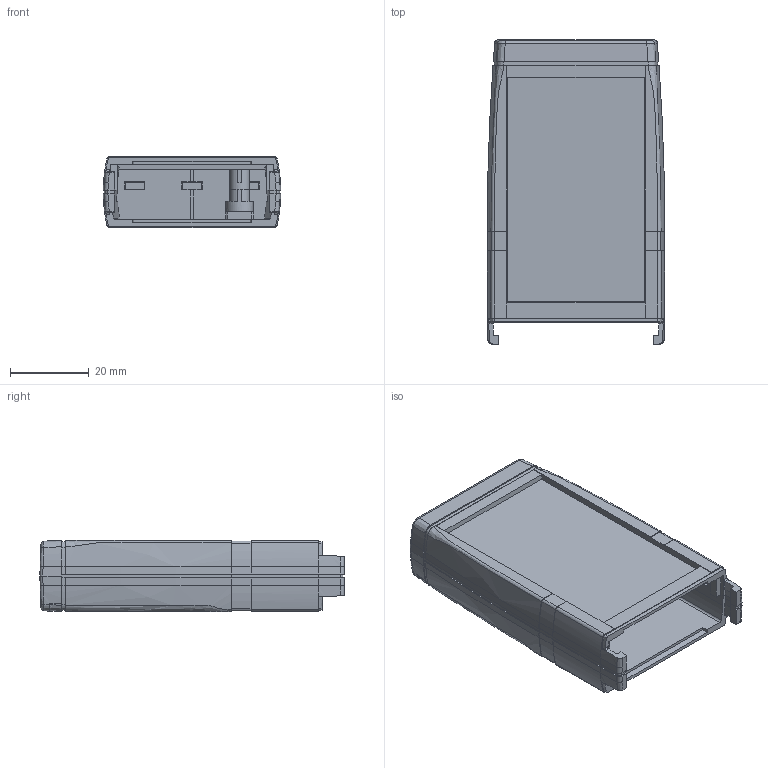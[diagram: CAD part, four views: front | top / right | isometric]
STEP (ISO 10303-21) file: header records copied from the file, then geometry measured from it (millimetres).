
FILE_DESCRIPTION((''),'2;1');
FILE_NAME('34111511_ART 115 F.stp','2010-02-26T08:50:00',('haertel'),(''),'Autodesk Inventor 2010','Autodesk Inventor 2010','');
FILE_SCHEMA(('AUTOMOTIVE_DESIGN { 1 0 10303 214 1 1 1 1 }'));
Length unit declared in the file: millimetre
Products named in the file (5): Baugruppe1; 1007842_3Dsym_montiert; 1007841_3Dsym_montiert; SHR Z KA25x10 WN 1442 oG_3Dsym; 1007675_3DSYM
Assembly tree (4 placements, depth 2):
  Baugruppe1
    1007842_3Dsym_montiert
    1007841_3Dsym_montiert
    SHR Z KA25x10 WN 1442 oG_3Dsym
    1007675_3DSYM
Bounding box: 45 x 77.1 x 18 mm (x, y, z)
Volume: 16421.2 mm3; surface area: 20027.1 mm2
Topology: 4 solids, 4 shells, 493 faces, 1362 edges, 886 vertices
Faces by surface type: plane 299, cylinder 98, bspline 64, cone 17, torus 14, sphere 1
Full cylindrical faces by diameter (mm): 2 x1, 2.5 x2, 2.6 x1, 4.2 x1, 4.8 x1, 5 x1, 7 x1
Entity records: 18752 total; most frequent: CARTESIAN_POINT 6243, ORIENTED_EDGE 2682, DIRECTION 2485, EDGE_CURVE 1341, VERTEX_POINT 880, VECTOR 849, LINE 849, AXIS2_PLACEMENT_3D 818
